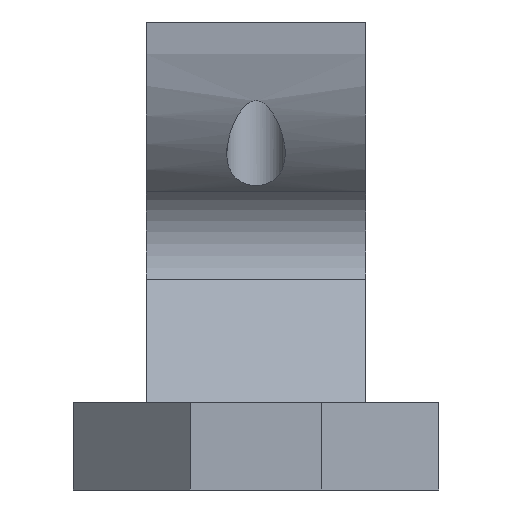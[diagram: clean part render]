
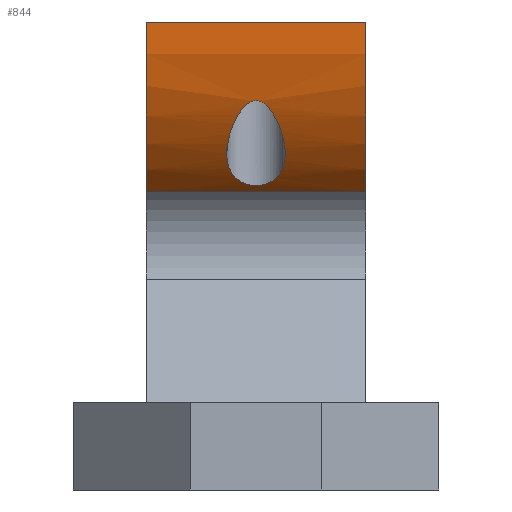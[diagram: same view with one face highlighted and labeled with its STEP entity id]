
A CAD part, front view. The second image highlights one B-rep face of the part: STEP entity #844.
In plain terms, the highlighted cylindrical face has radius 15 mm (diameter 30 mm), a partial arc.
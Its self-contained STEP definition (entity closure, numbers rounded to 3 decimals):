
#21=B_SPLINE_CURVE_WITH_KNOTS('',3,(#1482,#1483,#1484,#1485,#1486,#1487,
#1488,#1489,#1490,#1491,#1492,#1493,#1494,#1495,#1496,#1497,#1498,#1499,
#1500,#1501,#1502,#1503,#1504,#1505,#1506,#1507,#1508,#1509),
 .UNSPECIFIED.,.F.,.F.,(4,2,2,2,2,2,2,2,2,2,2,2,2,4),(0.,0.028,
0.056,0.159,0.312,0.465,
0.582,0.7,0.773,0.846,
0.918,0.991,1.109,1.226),
 .UNSPECIFIED.);
#22=B_SPLINE_CURVE_WITH_KNOTS('',3,(#1510,#1511,#1512,#1513,#1514,#1515,
#1516,#1517,#1518,#1519,#1520,#1521),.UNSPECIFIED.,.F.,.F.,(4,2,2,2,2,4),
(1.226,1.379,1.532,1.635,1.663,
1.691),.UNSPECIFIED.);
#37=CYLINDRICAL_SURFACE('',#944,15.);
#45=FACE_BOUND('',#170,.T.);
#58=CIRCLE('',#899,15.);
#62=CIRCLE('',#906,15.);
#120=FACE_OUTER_BOUND('',#169,.T.);
#169=EDGE_LOOP('',(#757,#758,#759,#760));
#170=EDGE_LOOP('',(#761,#762));
#241=LINE('',#1400,#322);
#254=LINE('',#1535,#335);
#322=VECTOR('',#1112,10.);
#335=VECTOR('',#1177,10.);
#387=VERTEX_POINT('',#1353);
#388=VERTEX_POINT('',#1355);
#393=VERTEX_POINT('',#1371);
#394=VERTEX_POINT('',#1373);
#415=VERTEX_POINT('',#1479);
#416=VERTEX_POINT('',#1481);
#484=EDGE_CURVE('',#387,#388,#58,.T.);
#493=EDGE_CURVE('',#393,#394,#62,.T.);
#507=EDGE_CURVE('',#394,#387,#241,.T.);
#528=EDGE_CURVE('',#416,#415,#21,.T.);
#529=EDGE_CURVE('',#415,#416,#22,.T.);
#536=EDGE_CURVE('',#388,#393,#254,.T.);
#757=ORIENTED_EDGE('',*,*,#507,.F.);
#758=ORIENTED_EDGE('',*,*,#493,.F.);
#759=ORIENTED_EDGE('',*,*,#536,.F.);
#760=ORIENTED_EDGE('',*,*,#484,.F.);
#761=ORIENTED_EDGE('',*,*,#528,.T.);
#762=ORIENTED_EDGE('',*,*,#529,.T.);
#844=ADVANCED_FACE('',(#120,#45),#37,.T.);
#899=AXIS2_PLACEMENT_3D('',#1356,#1060,#1061);
#906=AXIS2_PLACEMENT_3D('',#1374,#1079,#1080);
#944=AXIS2_PLACEMENT_3D('',#1534,#1175,#1176);
#1060=DIRECTION('center_axis',(-1.,0.,0.));
#1061=DIRECTION('ref_axis',(0.,-0.419,-0.908));
#1079=DIRECTION('center_axis',(1.,0.,0.));
#1080=DIRECTION('ref_axis',(0.,-1.,0.));
#1112=DIRECTION('',(-1.,0.,0.));
#1175=DIRECTION('center_axis',(1.,0.,0.));
#1176=DIRECTION('ref_axis',(0.,1.,0.));
#1177=DIRECTION('',(1.,0.,0.));
#1353=CARTESIAN_POINT('',(-7.5,-9.491,20.385));
#1355=CARTESIAN_POINT('',(-7.5,-15.,32.));
#1356=CARTESIAN_POINT('Origin',(-7.5,0.,32.));
#1371=CARTESIAN_POINT('',(7.5,-15.,32.));
#1373=CARTESIAN_POINT('',(7.5,-9.491,20.385));
#1374=CARTESIAN_POINT('Origin',(7.5,0.,32.));
#1400=CARTESIAN_POINT('',(0.,-9.491,20.385));
#1479=CARTESIAN_POINT('',(-2.,-12.,23.));
#1481=CARTESIAN_POINT('',(0.,-14.,26.615));
#1482=CARTESIAN_POINT('Ctrl Pts',(0.,-14.,26.615));
#1483=CARTESIAN_POINT('Ctrl Pts',(0.094,-14.,26.615));
#1484=CARTESIAN_POINT('Ctrl Pts',(0.194,-13.993,26.596));
#1485=CARTESIAN_POINT('Ctrl Pts',(0.381,-13.966,26.526));
#1486=CARTESIAN_POINT('Ctrl Pts',(0.469,-13.946,26.475));
#1487=CARTESIAN_POINT('Ctrl Pts',(0.816,-13.848,26.231));
#1488=CARTESIAN_POINT('Ctrl Pts',(1.048,-13.716,25.921));
#1489=CARTESIAN_POINT('Ctrl Pts',(1.461,-13.401,25.247));
#1490=CARTESIAN_POINT('Ctrl Pts',(1.657,-13.162,24.785));
#1491=CARTESIAN_POINT('Ctrl Pts',(1.928,-12.614,23.866));
#1492=CARTESIAN_POINT('Ctrl Pts',(2.,-12.306,23.408));
#1493=CARTESIAN_POINT('Ctrl Pts',(2.,-11.765,22.687));
#1494=CARTESIAN_POINT('Ctrl Pts',(1.957,-11.496,22.356));
#1495=CARTESIAN_POINT('Ctrl Pts',(1.734,-10.963,21.754));
#1496=CARTESIAN_POINT('Ctrl Pts',(1.555,-10.699,21.483));
#1497=CARTESIAN_POINT('Ctrl Pts',(1.149,-10.35,21.142));
#1498=CARTESIAN_POINT('Ctrl Pts',(0.949,-10.223,21.022));
#1499=CARTESIAN_POINT('Ctrl Pts',(0.496,-10.047,20.862));
#1500=CARTESIAN_POINT('Ctrl Pts',(0.243,-10.,20.82));
#1501=CARTESIAN_POINT('Ctrl Pts',(-0.243,-10.,20.82));
#1502=CARTESIAN_POINT('Ctrl Pts',(-0.496,-10.047,20.862));
#1503=CARTESIAN_POINT('Ctrl Pts',(-0.949,-10.223,
21.022));
#1504=CARTESIAN_POINT('Ctrl Pts',(-1.149,-10.35,21.142));
#1505=CARTESIAN_POINT('Ctrl Pts',(-1.555,-10.699,21.483));
#1506=CARTESIAN_POINT('Ctrl Pts',(-1.734,-10.963,21.754));
#1507=CARTESIAN_POINT('Ctrl Pts',(-1.957,-11.496,22.356));
#1508=CARTESIAN_POINT('Ctrl Pts',(-2.,-11.765,22.687));
#1509=CARTESIAN_POINT('Ctrl Pts',(-2.,-12.,23.));
#1510=CARTESIAN_POINT('Ctrl Pts',(-2.,-12.,23.));
#1511=CARTESIAN_POINT('Ctrl Pts',(-2.,-12.306,23.408));
#1512=CARTESIAN_POINT('Ctrl Pts',(-1.928,-12.614,23.866));
#1513=CARTESIAN_POINT('Ctrl Pts',(-1.657,-13.162,24.785));
#1514=CARTESIAN_POINT('Ctrl Pts',(-1.461,-13.401,25.247));
#1515=CARTESIAN_POINT('Ctrl Pts',(-1.048,-13.716,25.921));
#1516=CARTESIAN_POINT('Ctrl Pts',(-0.816,-13.848,
26.231));
#1517=CARTESIAN_POINT('Ctrl Pts',(-0.469,-13.946,
26.475));
#1518=CARTESIAN_POINT('Ctrl Pts',(-0.381,-13.966,
26.526));
#1519=CARTESIAN_POINT('Ctrl Pts',(-0.194,-13.993,26.596));
#1520=CARTESIAN_POINT('Ctrl Pts',(-0.094,-14.,26.615));
#1521=CARTESIAN_POINT('Ctrl Pts',(0.,-14.,26.615));
#1534=CARTESIAN_POINT('Origin',(0.,0.,32.));
#1535=CARTESIAN_POINT('',(0.,-15.,32.));
